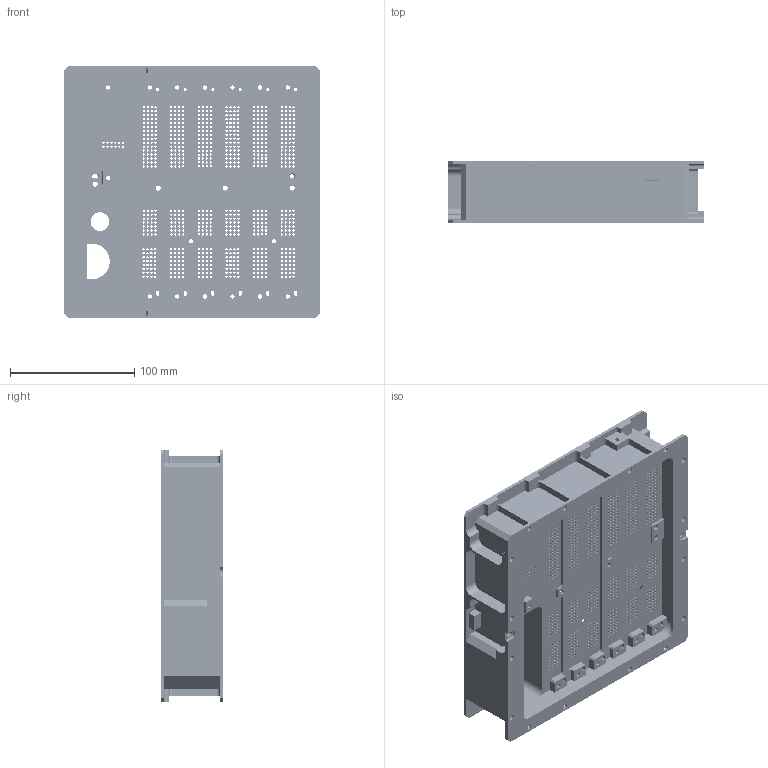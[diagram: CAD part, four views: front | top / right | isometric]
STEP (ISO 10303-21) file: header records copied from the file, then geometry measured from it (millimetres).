
FILE_DESCRIPTION(/* description */ (''),/* implementation_level */ '2;1');
FILE_NAME(/* name */ '2004974D-modified-PLATE,IDM.step',/* time_stamp */ '2022-06-30T09:23:16-06:00',/* author */ (''),/* organization */ (''),/* preprocessor_version */ 'ST-DEVELOPER v19',/* originating_system */ 'Autodesk Translation Framework v11.7.0.108',/* authorisation */ '');
FILE_SCHEMA (('AUTOMOTIVE_DESIGN { 1 0 10303 214 3 1 1 }'));
Length unit declared in the file: inch
Products named in the file (2): 2004974D-modified-PLATE,IDM; IDM Plate
Assembly tree (1 placements, depth 2):
  2004974D-modified-PLATE,IDM
    IDM Plate
Bounding box: 205.77 x 49.78 x 203.2 mm (x, y, z)
Volume: 257965 mm3; surface area: 198933.5 mm2
Topology: 1 solids, 1 shells, 1323 faces, 3841 edges, 2545 vertices
Faces by surface type: cylinder 946, plane 349, cone 28
Full cylindrical faces by diameter (mm): 1.854 x756, 2.438 x6, 3.226 x1, 3.378 x2, 3.416 x15, 4.089 x4, 4.115 x8, 4.572 x21, 5.156 x2, 14.986 x1
Entity records: 47838 total; most frequent: DIRECTION 8417, CARTESIAN_POINT 7729, ORIENTED_EDGE 7682, EDGE_CURVE 3841, AXIS2_PLACEMENT_3D 3251, EDGE_LOOP 2954, VERTEX_POINT 2545, CIRCLE 1923
